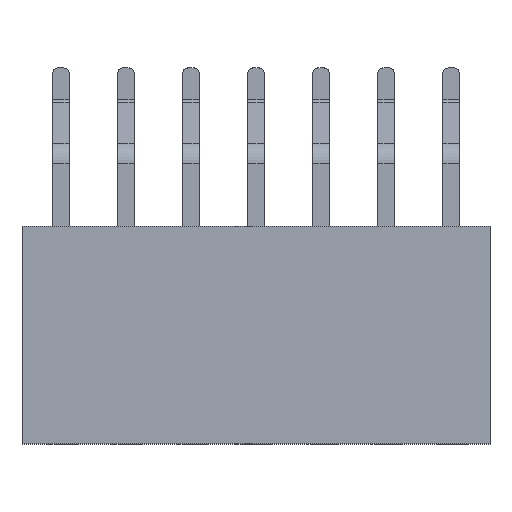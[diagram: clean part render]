
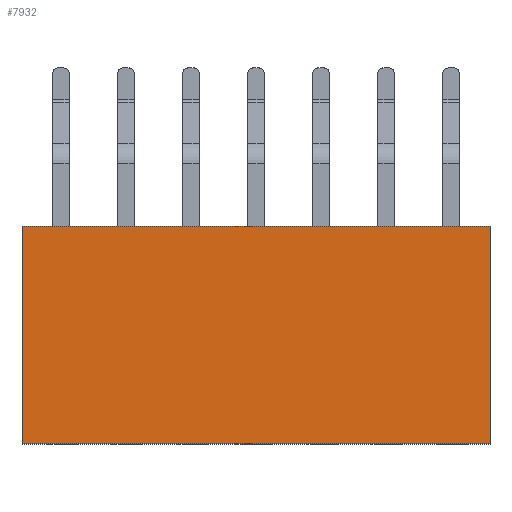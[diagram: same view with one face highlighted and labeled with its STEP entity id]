
A CAD part, top view. The second image highlights one B-rep face of the part: STEP entity #7932.
In plain terms, the highlighted planar face has unit normal (0, 0, 1).
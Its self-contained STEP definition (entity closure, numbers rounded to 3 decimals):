
#474=ORIENTED_EDGE('',*,*,#2786,.F.);
#475=ORIENTED_EDGE('',*,*,#2697,.F.);
#476=ORIENTED_EDGE('',*,*,#2787,.T.);
#477=ORIENTED_EDGE('',*,*,#2776,.T.);
#2697=EDGE_CURVE('',#3853,#3851,#4583,.T.);
#2776=EDGE_CURVE('',#3933,#3932,#4662,.T.);
#2786=EDGE_CURVE('',#3851,#3932,#4672,.T.);
#2787=EDGE_CURVE('',#3853,#3933,#4673,.T.);
#3851=VERTEX_POINT('',#11936);
#3853=VERTEX_POINT('',#11940);
#3932=VERTEX_POINT('',#12111);
#3933=VERTEX_POINT('',#12113);
#4583=LINE('',#11941,#5677);
#4662=LINE('',#12112,#5756);
#4672=LINE('',#12134,#5766);
#4673=LINE('',#12135,#5767);
#5677=VECTOR('',#9611,1000.);
#5756=VECTOR('',#9716,1000.);
#5766=VECTOR('',#9732,1000.);
#5767=VECTOR('',#9733,1000.);
#6610=EDGE_LOOP('',(#474,#475,#476,#477));
#7082=FACE_BOUND('',#6610,.T.);
#7526=PLANE('',#8899);
#7932=ADVANCED_FACE('',(#7082),#7526,.T.);
#8899=AXIS2_PLACEMENT_3D('',#12133,#9730,#9731);
#9611=DIRECTION('',(-1.,0.,0.));
#9716=DIRECTION('',(-1.,0.,0.));
#9730=DIRECTION('',(0.,0.,1.));
#9731=DIRECTION('',(0.,-1.,0.));
#9732=DIRECTION('',(0.,1.,0.));
#9733=DIRECTION('',(0.,1.,0.));
#11936=CARTESIAN_POINT('',(-9.14,-4.25,2.5));
#11940=CARTESIAN_POINT('',(9.14,-4.25,2.5));
#11941=CARTESIAN_POINT('',(9.14,-4.25,2.5));
#12111=CARTESIAN_POINT('',(-9.14,4.25,2.5));
#12112=CARTESIAN_POINT('',(9.14,4.25,2.5));
#12113=CARTESIAN_POINT('',(9.14,4.25,2.5));
#12133=CARTESIAN_POINT('',(9.14,-4.25,2.5));
#12134=CARTESIAN_POINT('',(-9.14,-4.25,2.5));
#12135=CARTESIAN_POINT('',(9.14,-4.25,2.5));
